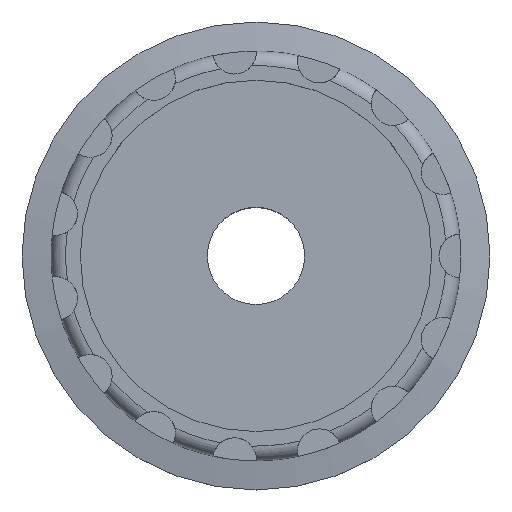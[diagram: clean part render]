
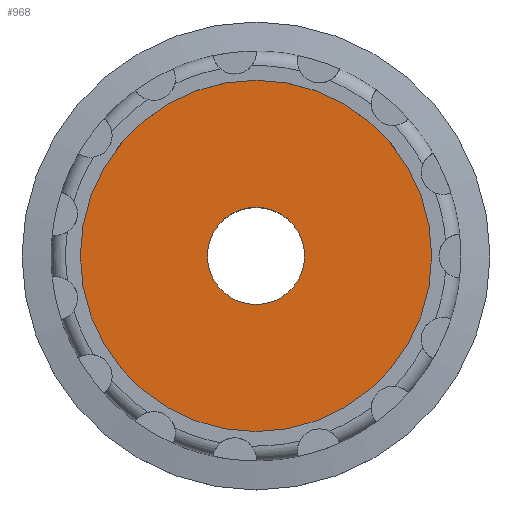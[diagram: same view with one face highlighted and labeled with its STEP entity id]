
A CAD part, top view. The second image highlights one B-rep face of the part: STEP entity #968.
In plain terms, the highlighted planar face has unit normal (0, 0, 1).
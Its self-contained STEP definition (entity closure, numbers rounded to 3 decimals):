
#62=FACE_BOUND('',#151,.T.);
#66=PLANE('',#1050);
#92=FACE_OUTER_BOUND('',#150,.T.);
#150=EDGE_LOOP('',(#657));
#151=EDGE_LOOP('',(#658));
#276=CIRCLE('',#1033,10.);
#287=CIRCLE('',#1051,36.15);
#366=VERTEX_POINT('',#1512);
#377=VERTEX_POINT('',#1546);
#472=EDGE_CURVE('',#366,#366,#276,.T.);
#487=EDGE_CURVE('',#377,#377,#287,.T.);
#657=ORIENTED_EDGE('',*,*,#487,.F.);
#658=ORIENTED_EDGE('',*,*,#472,.T.);
#968=ADVANCED_FACE('',(#92,#62),#66,.T.);
#1033=AXIS2_PLACEMENT_3D('',#1514,#1184,#1185);
#1050=AXIS2_PLACEMENT_3D('',#1545,#1222,#1223);
#1051=AXIS2_PLACEMENT_3D('',#1547,#1224,#1225);
#1184=DIRECTION('center_axis',(0.,0.,-1.));
#1185=DIRECTION('ref_axis',(1.,0.,0.));
#1222=DIRECTION('center_axis',(0.,0.,1.));
#1223=DIRECTION('ref_axis',(1.,0.,0.));
#1224=DIRECTION('center_axis',(0.,0.,-1.));
#1225=DIRECTION('ref_axis',(1.,0.,0.));
#1512=CARTESIAN_POINT('',(-10.,0.,7.));
#1514=CARTESIAN_POINT('Origin',(0.,0.,7.));
#1545=CARTESIAN_POINT('Origin',(0.,0.,7.));
#1546=CARTESIAN_POINT('',(-36.15,0.,7.));
#1547=CARTESIAN_POINT('Origin',(0.,0.,7.));
